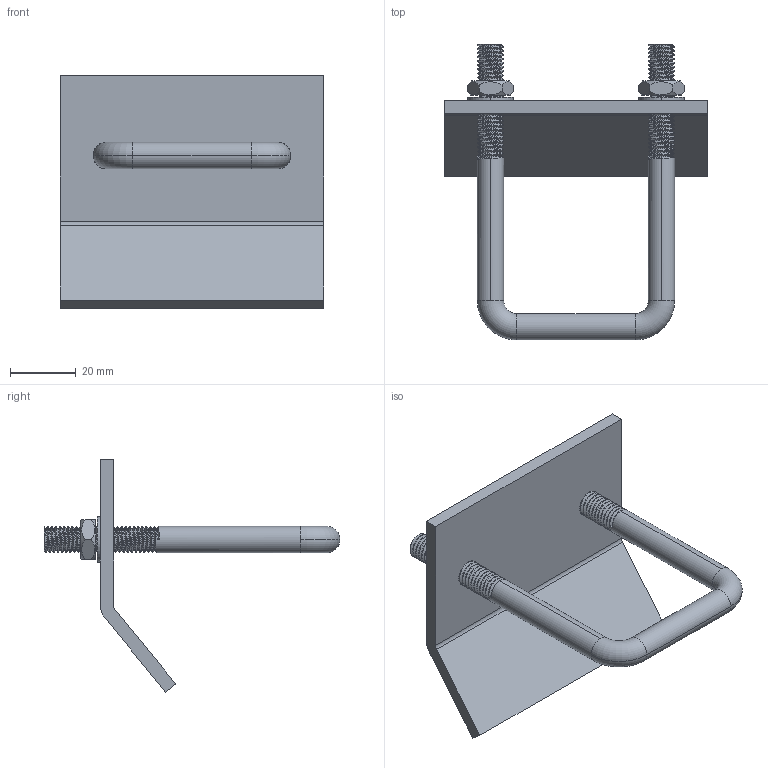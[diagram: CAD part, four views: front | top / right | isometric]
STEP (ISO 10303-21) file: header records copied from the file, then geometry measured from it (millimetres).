
FILE_DESCRIPTION (( 'STEP AP203' ), '1' );
FILE_NAME ('3D_R6676_42x21-41x41_173487340.STEP', '2024-08-27T08:25:43', ( '' ), ( '' ), 'SwSTEP 2.0', 'SolidWorks 2024', '' );
FILE_SCHEMA (( 'CONFIG_CONTROL_DESIGN' ));
Length unit declared in the file: millimetre
Products named in the file (1): 3D_R6676_42x21-41x41_173487340
Bounding box: 80 x 90 x 70.84 mm (x, y, z)
Volume: 35463.1 mm3; surface area: 20760.8 mm2
Topology: 4 solids, 4 shells, 172 faces, 479 edges, 318 vertices
Faces by surface type: cylinder 120, plane 31, bspline 9, cone 8, torus 4
Entity records: 19013 total; most frequent: CARTESIAN_POINT 15231, ORIENTED_EDGE 958, DIRECTION 599, EDGE_CURVE 479, VERTEX_POINT 318, AXIS2_PLACEMENT_3D 217, EDGE_LOOP 181, ADVANCED_FACE 172
